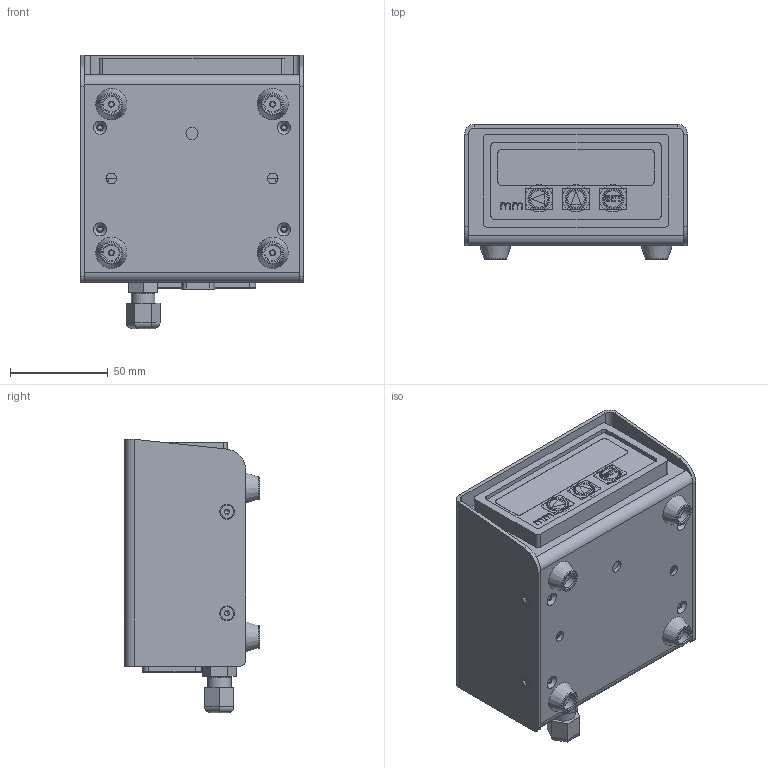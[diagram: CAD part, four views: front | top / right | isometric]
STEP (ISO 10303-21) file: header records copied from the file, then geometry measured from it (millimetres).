
FILE_DESCRIPTION(/* description */ ('Type: EP2-I-LD5-230-AG'),/* implementation_level */ '2;1');
FILE_NAME(/* name */ '330036-0.step',/* time_stamp */ '2021-09-06T14:47:32+02:00',/* author */ ('MuellerJ'),/* organization */ (''),/* preprocessor_version */ 'ST-DEVELOPER v18.1',/* originating_system */ 'Autodesk Inventor 2021',/* authorisation */ '');
FILE_SCHEMA (('AUTOMOTIVE_DESIGN { 1 0 10303 214 3 1 1 }'));
Products named in the file (1): leer
Bounding box: 114 x 69.1 x 139.78 mm (x, y, z)
Volume: 221647.2 mm3; surface area: 223839.1 mm2
Topology: 37 solids, 41 shells, 2522 faces, 6399 edges, 4150 vertices
Faces by surface type: plane 1586, cylinder 532, bspline 209, torus 110, cone 68, sphere 17
Full cylindrical faces by diameter (mm): 0.8 x9, 0.859 x5, 0.885 x4, 1 x24, 1.2 x24, 1.4 x9, 1.6 x2, 1.9 x4, 2 x6, 2.12 x2, 2.13 x2, 2.4 x4, 2.5 x19, 3 x4, 3.1 x4, 3.2 x4, 3.4 x8, 3.461 x1, 3.5 x1, 3.993 x1, 4 x8, 4.2 x4, 4.4 x4, 4.75 x2, 5.5 x6, 5.6 x4, 5.8 x4, 6.2 x1, 6.8 x1, 7 x1
Entity records: 86810 total; most frequent: CARTESIAN_POINT 25092, ORIENTED_EDGE 12732, DIRECTION 11945, EDGE_CURVE 6366, LINE 4467, VECTOR 4467, VERTEX_POINT 4150, AXIS2_PLACEMENT_3D 3739
